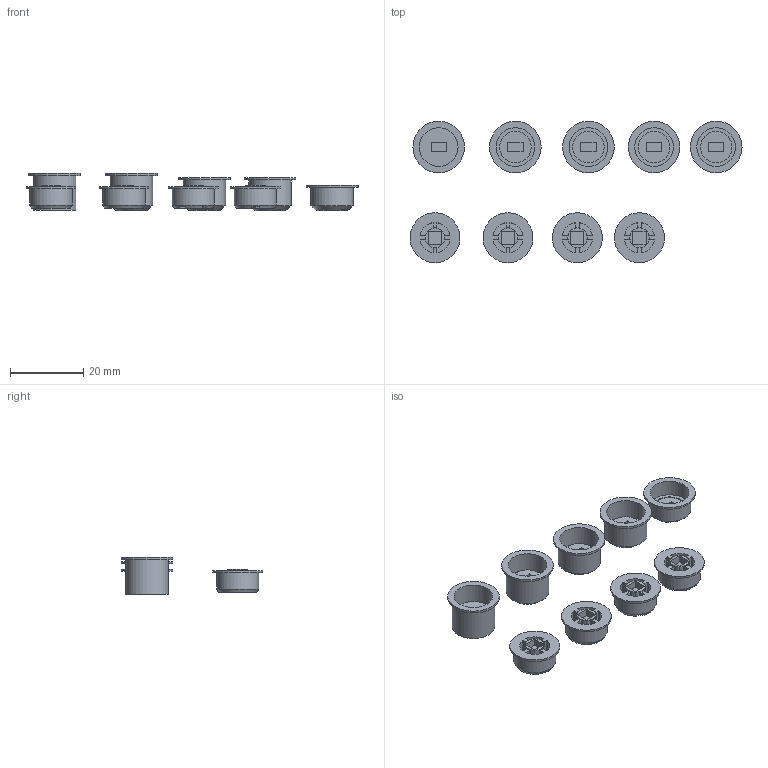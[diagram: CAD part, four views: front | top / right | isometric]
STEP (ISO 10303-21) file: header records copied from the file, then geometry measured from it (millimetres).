
FILE_DESCRIPTION(/* description */ (''),/* implementation_level */ '2;1');
FILE_NAME(/* name */ 'button caps v5.step',/* time_stamp */ '2020-11-20T18:28:00-07:00',/* author */ (''),/* organization */ (''),/* preprocessor_version */ 'ST-DEVELOPER v18.1',/* originating_system */ 'Autodesk Translation Framework v9.3.0.1241',/* authorisation */ '');
FILE_SCHEMA (('AUTOMOTIVE_DESIGN { 1 0 10303 214 3 1 1 }'));
Length unit declared in the file: millimetre
Products named in the file (1): (Unsaved)
Bounding box: 90.93 x 38.73 x 10.2 mm (x, y, z)
Volume: 4469.9 mm3; surface area: 7154 mm2
Topology: 9 solids, 9 shells, 493 faces, 1304 edges, 868 vertices
Faces by surface type: plane 261, bspline 147, cylinder 77, cone 8
Full cylindrical faces by diameter (mm): 3.271 x1, 6.871 x1, 8.635 x4, 10.6 x5, 11.52 x4, 11.635 x5, 13.68 x4, 14.13 x5
Entity records: 17155 total; most frequent: CARTESIAN_POINT 5758, ORIENTED_EDGE 2608, DIRECTION 1870, EDGE_CURVE 1304, VERTEX_POINT 868, LINE 784, VECTOR 784, AXIS2_PLACEMENT_3D 543
